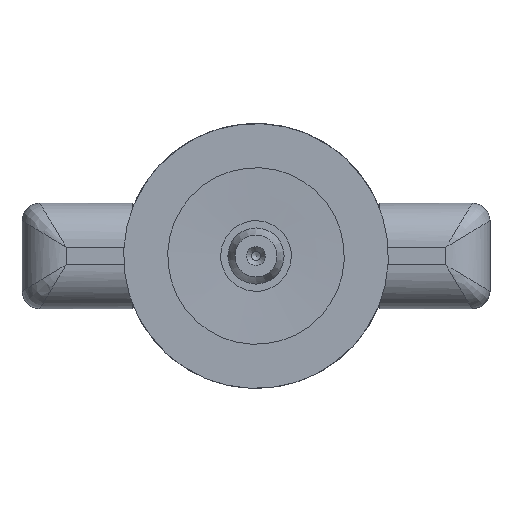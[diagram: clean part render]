
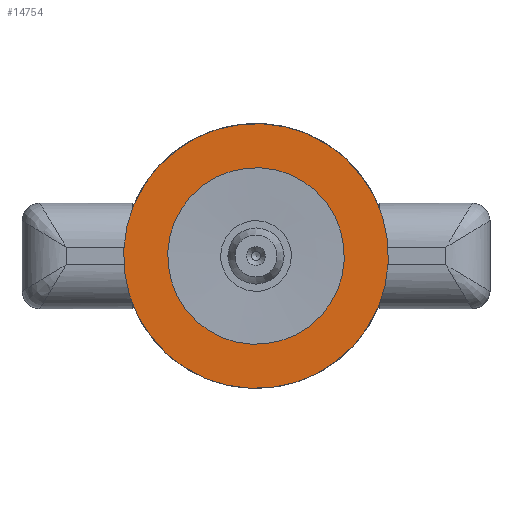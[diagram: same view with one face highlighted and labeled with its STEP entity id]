
A CAD part, front view. The second image highlights one B-rep face of the part: STEP entity #14754.
In plain terms, the highlighted face is planar.
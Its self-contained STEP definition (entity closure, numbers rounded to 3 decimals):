
#3423=PLANE('',#15776);
#3763=FACE_BOUND('',#5209,.T.);
#4294=FACE_OUTER_BOUND('',#5208,.T.);
#5208=EDGE_LOOP('',(#12205));
#5209=EDGE_LOOP('',(#12206));
#5827=CIRCLE('',#15759,15.);
#5834=CIRCLE('',#15773,10.);
#6764=VERTEX_POINT('',#40325);
#6771=VERTEX_POINT('',#40346);
#8688=EDGE_CURVE('',#6764,#6764,#5827,.T.);
#8695=EDGE_CURVE('',#6771,#6771,#5834,.T.);
#12205=ORIENTED_EDGE('',*,*,#8688,.T.);
#12206=ORIENTED_EDGE('',*,*,#8695,.F.);
#14754=ADVANCED_FACE('',(#4294,#3763),#3423,.F.);
#15759=AXIS2_PLACEMENT_3D('',#40326,#17758,#17759);
#15773=AXIS2_PLACEMENT_3D('',#40347,#17786,#17787);
#15776=AXIS2_PLACEMENT_3D('',#40351,#17792,#17793);
#17758=DIRECTION('center_axis',(0.,0.,-1.));
#17759=DIRECTION('ref_axis',(-1.,0.,0.));
#17786=DIRECTION('center_axis',(0.,0.,-1.));
#17787=DIRECTION('ref_axis',(-1.,0.,0.));
#17792=DIRECTION('center_axis',(0.,0.,1.));
#17793=DIRECTION('ref_axis',(1.,0.,0.));
#40325=CARTESIAN_POINT('',(15.,0.,0.));
#40326=CARTESIAN_POINT('Origin',(0.,0.,0.));
#40346=CARTESIAN_POINT('',(10.,0.,0.));
#40347=CARTESIAN_POINT('Origin',(0.,0.,0.));
#40351=CARTESIAN_POINT('Origin',(0.,0.,0.));
